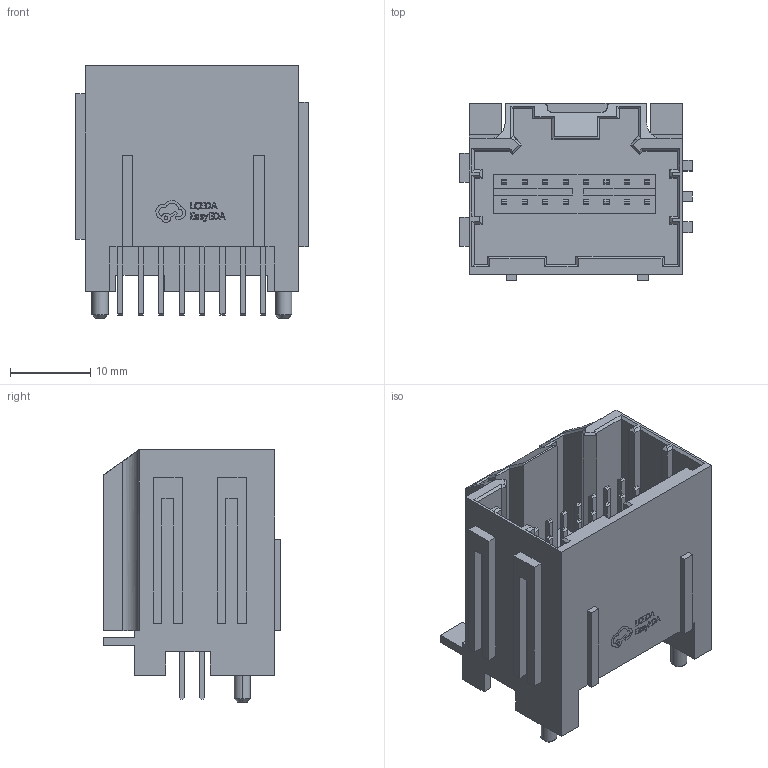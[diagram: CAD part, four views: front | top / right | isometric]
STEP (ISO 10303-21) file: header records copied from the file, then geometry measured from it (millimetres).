
FILE_DESCRIPTION (( 'STEP AP214' ), '1' );
FILE_NAME ('CONN-TH_346900160.step', '2022-08-03T16:47:20', ( '' ), ( '' ), 'SwSTEP 2.0', 'SolidWorks 2020', '' );
FILE_SCHEMA (( 'AUTOMOTIVE_DESIGN' ));
Length unit declared in the file: millimetre
Products named in the file (1): CONN-TH_346900160
Bounding box: 28.97 x 22.05 x 31.38 mm (x, y, z)
Volume: 5838.4 mm3; surface area: 6866.3 mm2
Topology: 14 solids, 14 shells, 738 faces, 1949 edges, 1286 vertices
Faces by surface type: plane 606, bspline 114, cylinder 14, cone 4
Entity records: 28960 total; most frequent: CARTESIAN_POINT 6354, ORIENTED_EDGE 3898, DIRECTION 2989, EDGE_CURVE 1949, LINE 1683, VECTOR 1683, VERTEX_POINT 1286, EDGE_LOOP 797
